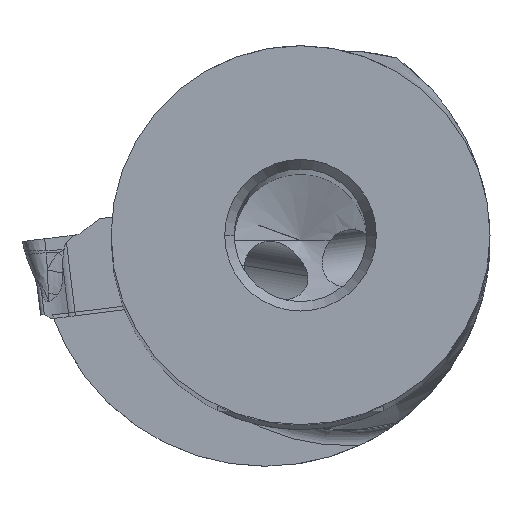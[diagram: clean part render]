
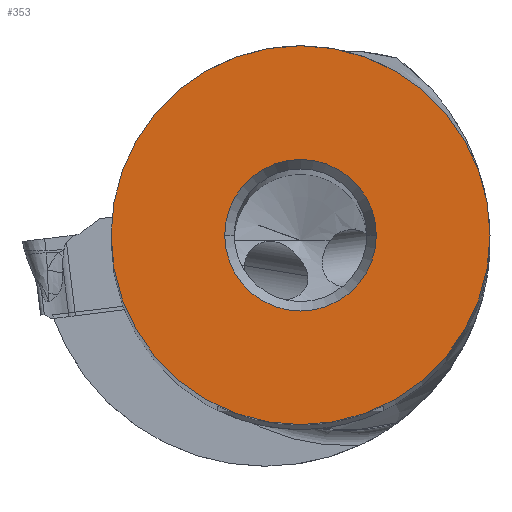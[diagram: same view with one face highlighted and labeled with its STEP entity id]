
A CAD part, top view. The second image highlights one B-rep face of the part: STEP entity #353.
In plain terms, the highlighted planar face has unit normal (0, 0, 1).
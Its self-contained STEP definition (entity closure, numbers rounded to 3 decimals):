
#43=FACE_BOUND('',#744,.T.);
#44=FACE_BOUND('',#745,.T.);
#353=ADVANCED_FACE('',(#43,#44),#421,.T.);
#421=PLANE('',#3601);
#744=EDGE_LOOP('',(#1600,#1601));
#745=EDGE_LOOP('',(#1602,#1603));
#1600=ORIENTED_EDGE('',*,*,#2516,.F.);
#1601=ORIENTED_EDGE('',*,*,#2517,.F.);
#1602=ORIENTED_EDGE('',*,*,#2515,.F.);
#1603=ORIENTED_EDGE('',*,*,#2513,.F.);
#2042=VERTEX_POINT('',#10135);
#2043=VERTEX_POINT('',#10137);
#2044=VERTEX_POINT('',#10143);
#2045=VERTEX_POINT('',#10144);
#2513=EDGE_CURVE('',#2042,#2043,#2898,.T.);
#2515=EDGE_CURVE('',#2043,#2042,#2899,.T.);
#2516=EDGE_CURVE('',#2044,#2045,#2900,.T.);
#2517=EDGE_CURVE('',#2045,#2044,#2901,.T.);
#2898=CIRCLE('',#3595,4.);
#2899=CIRCLE('',#3597,4.);
#2900=CIRCLE('',#3599,10.);
#2901=CIRCLE('',#3600,10.);
#3595=AXIS2_PLACEMENT_3D('',#10136,#4194,#4195);
#3597=AXIS2_PLACEMENT_3D('',#10140,#4199,#4200);
#3599=AXIS2_PLACEMENT_3D('',#10142,#4203,#4204);
#3600=AXIS2_PLACEMENT_3D('',#10145,#4205,#4206);
#3601=AXIS2_PLACEMENT_3D('',#10146,#4207,#4208);
#4194=DIRECTION('',(0.,0.,1.));
#4195=DIRECTION('',(1.,0.,0.));
#4199=DIRECTION('',(0.,0.,1.));
#4200=DIRECTION('',(-1.,0.,0.));
#4203=DIRECTION('',(0.,0.,-1.));
#4204=DIRECTION('',(-1.,0.,0.));
#4205=DIRECTION('',(0.,0.,-1.));
#4206=DIRECTION('',(1.,0.,0.));
#4207=DIRECTION('',(0.,0.,1.));
#4208=DIRECTION('',(-1.,0.,0.));
#10135=CARTESIAN_POINT('',(4.,0.,0.));
#10136=CARTESIAN_POINT('',(0.,0.,0.));
#10137=CARTESIAN_POINT('',(-4.,0.,0.));
#10140=CARTESIAN_POINT('',(0.,0.,0.));
#10142=CARTESIAN_POINT('',(0.,0.,0.));
#10143=CARTESIAN_POINT('',(-10.,0.,0.));
#10144=CARTESIAN_POINT('',(10.,0.,0.));
#10145=CARTESIAN_POINT('',(0.,0.,0.));
#10146=CARTESIAN_POINT('',(0.,0.,0.));
